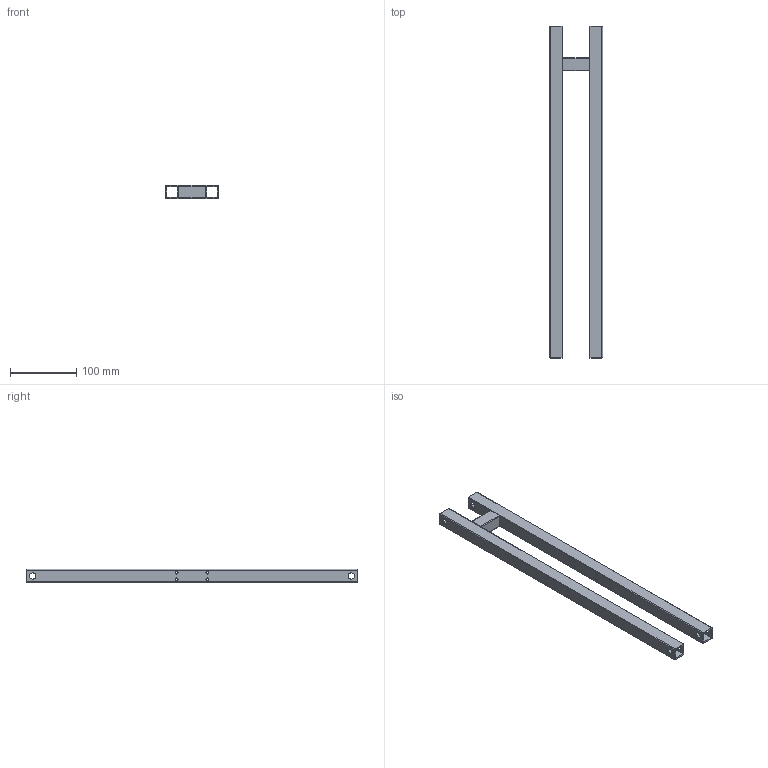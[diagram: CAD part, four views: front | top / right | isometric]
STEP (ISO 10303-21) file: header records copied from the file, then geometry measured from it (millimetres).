
FILE_DESCRIPTION (( 'STEP AP214' ), '1' );
FILE_NAME ('thigh2_Default_sldprt.STEP', '2018-09-27T15:07:31', ( '' ), ( '' ), 'SwSTEP 2.0', 'SolidWorks 2016', '' );
FILE_SCHEMA (( 'AUTOMOTIVE_DESIGN' ));
Length unit declared in the file: millimetre
Products named in the file (1): thigh2_Default_sldprt
Bounding box: 80 x 500 x 20 mm (x, y, z)
Volume: 147331 mm3; surface area: 148176.8 mm2
Topology: 3 solids, 3 shells, 90 faces, 252 edges, 168 vertices
Faces by surface type: cylinder 60, plane 30
Entity records: 3116 total; most frequent: DIRECTION 554, CARTESIAN_POINT 511, ORIENTED_EDGE 504, EDGE_CURVE 252, AXIS2_PLACEMENT_3D 211, VERTEX_POINT 168, EDGE_LOOP 144, LINE 132
